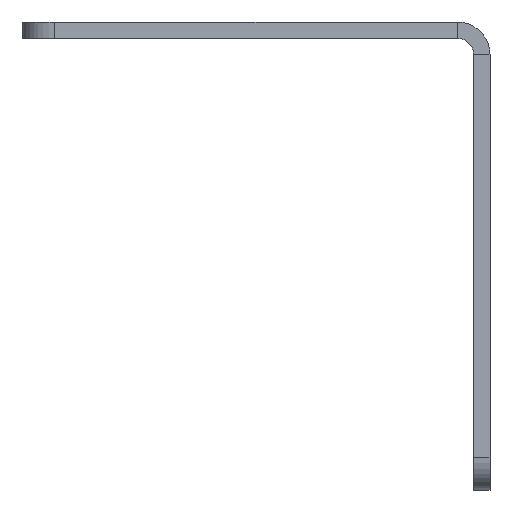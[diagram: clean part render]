
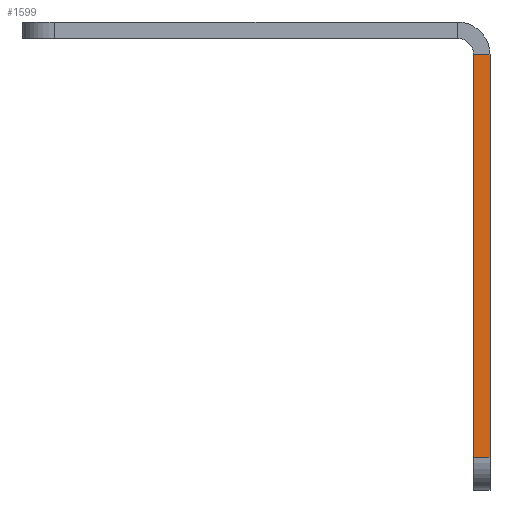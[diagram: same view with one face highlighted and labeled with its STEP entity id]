
A CAD part, front view. The second image highlights one B-rep face of the part: STEP entity #1599.
In plain terms, the highlighted planar face has unit normal (0, -1, 0).
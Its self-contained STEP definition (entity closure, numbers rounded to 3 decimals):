
#12 = EDGE_CURVE ( 'NONE', #1308, #1250, #1571, .T. ) ;
#54 = CARTESIAN_POINT ( 'NONE',  ( -1.5, -5., -3. ) ) ;
#69 = DIRECTION ( 'NONE',  ( 0., 0., -1. ) ) ;
#76 = CARTESIAN_POINT ( 'NONE',  ( -3., -5., -40. ) ) ;
#77 = DIRECTION ( 'NONE',  ( 0., -1., 0. ) ) ;
#100 = AXIS2_PLACEMENT_3D ( 'NONE', #242, #77, #69 ) ;
#128 = LINE ( 'NONE', #1282, #1373 ) ;
#166 = VECTOR ( 'NONE', #301, 1000. ) ;
#205 = CARTESIAN_POINT ( 'NONE',  ( -1.5, -5., -40. ) ) ;
#209 = LINE ( 'NONE', #76, #166 ) ;
#215 = ORIENTED_EDGE ( 'NONE', *, *, #1357, .T. ) ;
#242 = CARTESIAN_POINT ( 'NONE',  ( -3., -5., -1.5 ) ) ;
#248 = PLANE ( 'NONE',  #100 ) ;
#301 = DIRECTION ( 'NONE',  ( 1., 0., 0. ) ) ;
#486 = CARTESIAN_POINT ( 'NONE',  ( 0., -5., 0. ) ) ;
#518 = CARTESIAN_POINT ( 'NONE',  ( 0., -5., -3. ) ) ;
#573 = ORIENTED_EDGE ( 'NONE', *, *, #1328, .T. ) ;
#627 = DIRECTION ( 'NONE',  ( -1., 0., 0. ) ) ;
#655 = EDGE_LOOP ( 'NONE', ( #215, #573, #927, #1612 ) ) ;
#746 = CARTESIAN_POINT ( 'NONE',  ( 0., -5., -40. ) ) ;
#927 = ORIENTED_EDGE ( 'NONE', *, *, #12, .F. ) ;
#1007 = DIRECTION ( 'NONE',  ( 0., 0., -1. ) ) ;
#1016 = CARTESIAN_POINT ( 'NONE',  ( 0., -5., -3. ) ) ;
#1077 = VERTEX_POINT ( 'NONE', #54 ) ;
#1176 = DIRECTION ( 'NONE',  ( 0., 0., -1. ) ) ;
#1226 = VERTEX_POINT ( 'NONE', #205 ) ;
#1229 = VECTOR ( 'NONE', #1007, 1000. ) ;
#1250 = VERTEX_POINT ( 'NONE', #746 ) ;
#1282 = CARTESIAN_POINT ( 'NONE',  ( -1.5, -5., 0. ) ) ;
#1292 = FACE_OUTER_BOUND ( 'NONE', #655, .T. ) ;
#1308 = VERTEX_POINT ( 'NONE', #1016 ) ;
#1328 = EDGE_CURVE ( 'NONE', #1226, #1250, #209, .T. ) ;
#1357 = EDGE_CURVE ( 'NONE', #1077, #1226, #128, .T. ) ;
#1373 = VECTOR ( 'NONE', #1176, 1000. ) ;
#1571 = LINE ( 'NONE', #486, #1229 ) ;
#1599 = ADVANCED_FACE ( 'NONE', ( #1292 ), #248, .T. ) ;
#1601 = VECTOR ( 'NONE', #627, 1000. ) ;
#1612 = ORIENTED_EDGE ( 'NONE', *, *, #1617, .T. ) ;
#1617 = EDGE_CURVE ( 'NONE', #1308, #1077, #1639, .T. ) ;
#1639 = LINE ( 'NONE', #518, #1601 ) ;
